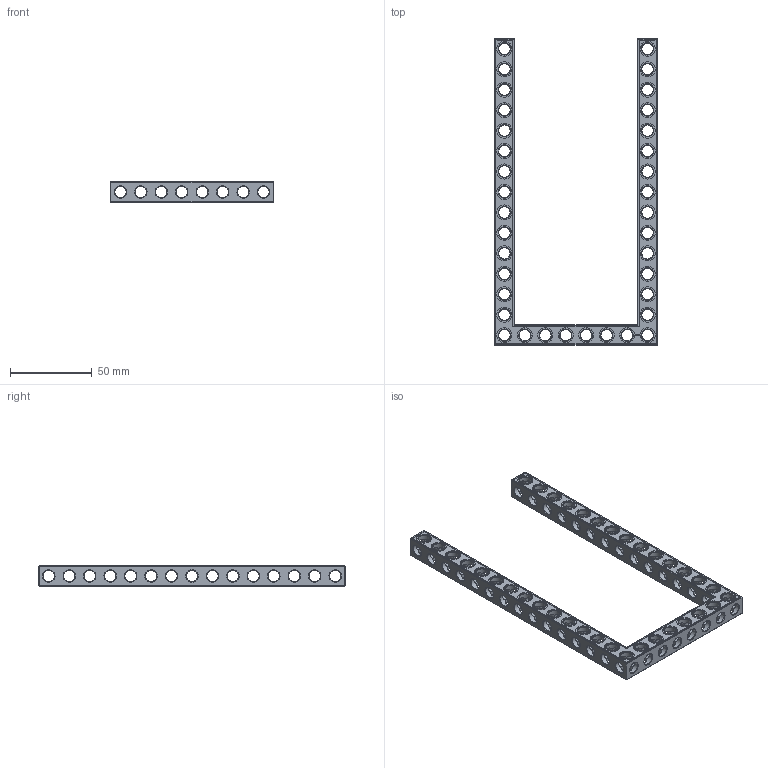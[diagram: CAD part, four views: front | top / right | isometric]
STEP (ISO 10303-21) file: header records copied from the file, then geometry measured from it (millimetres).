
FILE_DESCRIPTION(('FreeCAD Model'),'2;1');
FILE_NAME('Open CASCADE Shape Model','2022-02-23T21:53:39',( 'Paulo Kiefe'),('STEMFIE.org'),'Open CASCADE STEP processor 7.5', 'FreeCAD','Unknown');
FILE_SCHEMA(('AUTOMOTIVE_DESIGN { 1 0 10303 214 1 1 1 1 }'));
Products named in the file (1): Beam AGD ESS USH SYM BU08x15x01 - SPN-BEM-0417 (stemfie.org)
Bounding box: 100 x 187.5 x 12.5 mm (x, y, z)
Volume: 35182.9 mm3; surface area: 31421.5 mm2
Topology: 1 solids, 1 shells, 888 faces, 2694 edges, 1733 vertices
Faces by surface type: plane 423, cylinder 217, cone 146, extrusion 102
Full cylindrical faces by diameter (mm): 6.98 x32, 7 x149, 9.2 x36
Entity records: 211797 total; most frequent: CARTESIAN_POINT 161304, DIRECTION 8292, ORIENTED_EDGE 5388, PCURVE 5388, DEFINITIONAL_REPRESENTATION 5388, VECTOR 5178, LINE 5076, EDGE_CURVE 2694
